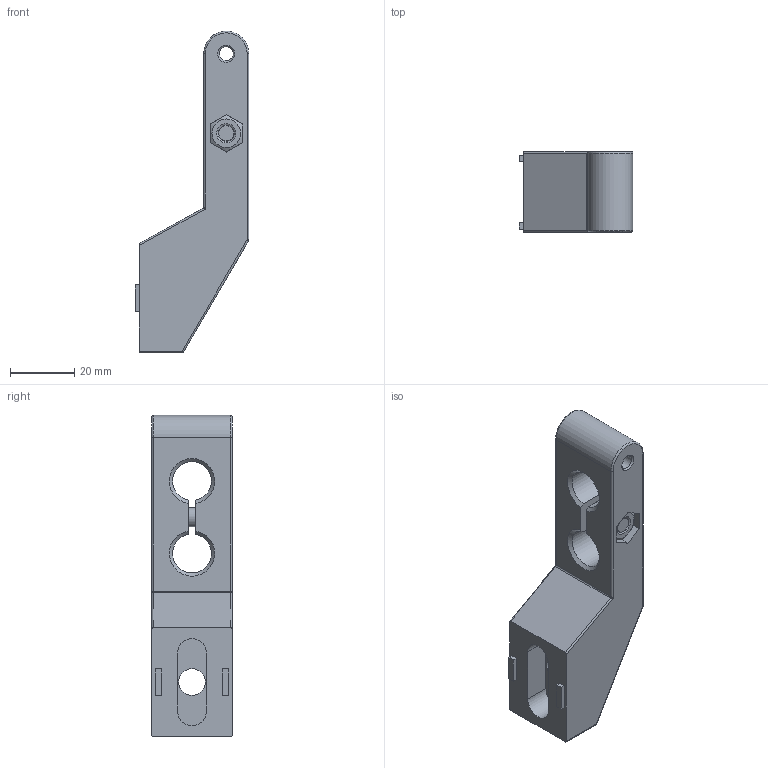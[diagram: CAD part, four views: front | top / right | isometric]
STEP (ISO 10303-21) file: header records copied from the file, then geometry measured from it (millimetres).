
FILE_DESCRIPTION((''),'2;1');
FILE_NAME('730112.ipt.stp','2010-09-05T12:30:48',(''),(''),'Autodesk Inventor 2010','Autodesk Inventor 2010','');
FILE_SCHEMA(('AUTOMOTIVE_DESIGN { 1 0 10303 214 1 1 1 1 }'));
Length unit declared in the file: millimetre
Products named in the file (1): 730112
Bounding box: 35.3 x 25 x 100 mm (x, y, z)
Volume: 29171.1 mm3; surface area: 13889.2 mm2
Topology: 3 solids, 3 shells, 123 faces, 299 edges, 179 vertices
Faces by surface type: plane 59, cylinder 34, cone 12, bspline 8, sphere 6, torus 4
Full cylindrical faces by diameter (mm): 6 x1, 6.4 x2, 10 x1
Entity records: 3700 total; most frequent: CARTESIAN_POINT 813, DIRECTION 565, ORIENTED_EDGE 538, EDGE_CURVE 269, AXIS2_PLACEMENT_3D 206, VERTEX_POINT 175, EDGE_LOOP 158, VECTOR 153
